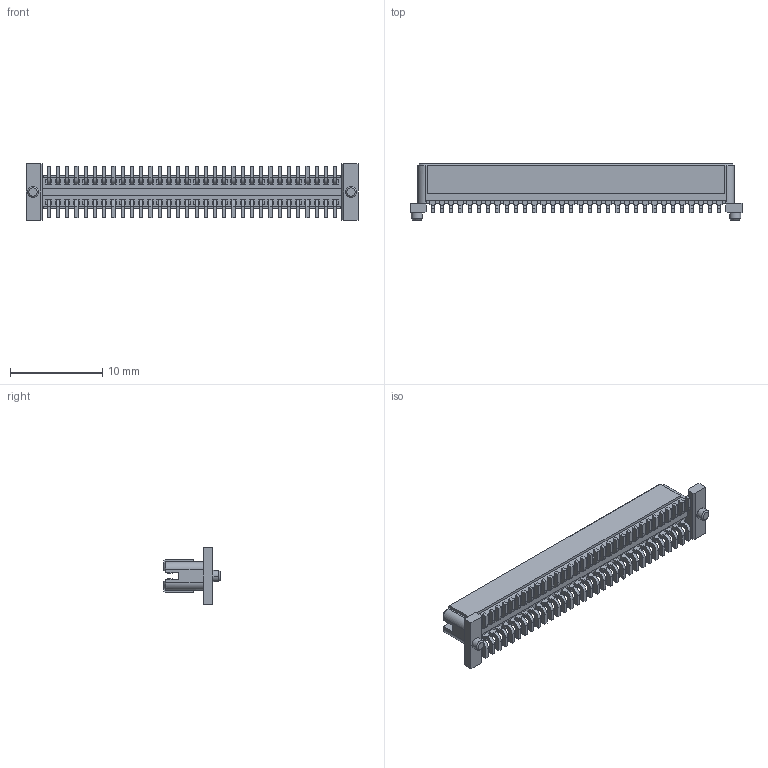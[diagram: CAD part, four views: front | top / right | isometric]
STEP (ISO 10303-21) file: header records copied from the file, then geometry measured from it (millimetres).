
FILE_DESCRIPTION((''),'2;1');
FILE_NAME('714390164','2014-06-24T',('me'),(''),'PRO/ENGINEER BY PARAMETRIC TECHNOLOGY CORPORATION, 2011490','PRO/ENGINEER BY PARAMETRIC TECHNOLOGY CORPORATION, 2011490','');
FILE_SCHEMA(('CONFIG_CONTROL_DESIGN'));
Length unit declared in the file: millimetre
Products named in the file (1): 714390164
Bounding box: 35.9 x 6.1 x 6.1 mm (x, y, z)
Volume: 467.4 mm3; surface area: 1297.6 mm2
Topology: 1 solids, 1 shells, 1870 faces, 5396 edges, 3596 vertices
Faces by surface type: plane 1662, cylinder 200, cone 8
Entity records: 59805 total; most frequent: CARTESIAN_POINT 10615, ORIENTED_EDGE 10268, DIRECTION 9546, EDGE_CURVE 5134, VECTOR 4980, LINE 4980, VERTEX_POINT 3332, AXIS2_PLACEMENT_3D 2283
